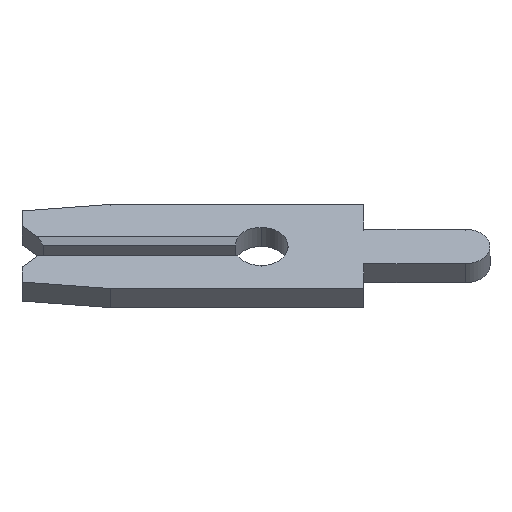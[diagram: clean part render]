
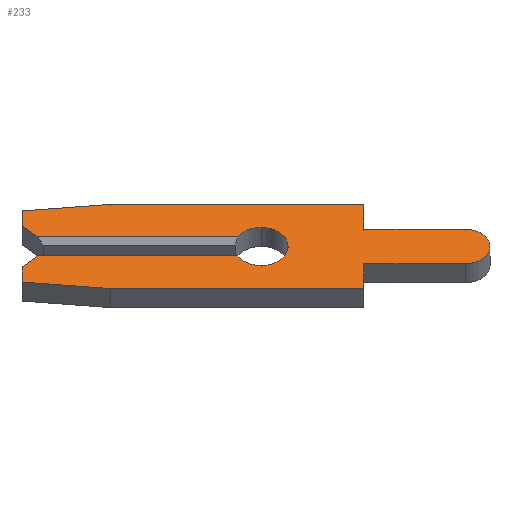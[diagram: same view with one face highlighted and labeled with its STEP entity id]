
A CAD part, left-side view. The second image highlights one B-rep face of the part: STEP entity #233.
In plain terms, the highlighted face is planar.
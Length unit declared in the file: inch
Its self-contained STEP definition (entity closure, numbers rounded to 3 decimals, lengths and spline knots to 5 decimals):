
#5 = LINE ( 'NONE', #440, #131 ) ;
#12 = EDGE_CURVE ( 'NONE', #243, #1086, #867, .T. ) ;
#13 = VECTOR ( 'NONE', #200, 39.37008 ) ;
#25 = VERTEX_POINT ( 'NONE', #753 ) ;
#26 = ORIENTED_EDGE ( 'NONE', *, *, #715, .F. ) ;
#27 = VECTOR ( 'NONE', #425, 39.37008 ) ;
#28 = DIRECTION ( 'NONE',  ( 1., 0., 0. ) ) ;
#31 = LINE ( 'NONE', #396, #480 ) ;
#33 = EDGE_CURVE ( 'NONE', #568, #69, #273, .T. ) ;
#43 = VECTOR ( 'NONE', #782, 39.37008 ) ;
#50 = CARTESIAN_POINT ( 'NONE',  ( -0.013, 0.2105, 0.0075 ) ) ;
#55 = LINE ( 'NONE', #388, #957 ) ;
#69 = VERTEX_POINT ( 'NONE', #917 ) ;
#74 = CARTESIAN_POINT ( 'NONE',  ( -0.013, 0., 0. ) ) ;
#96 = EDGE_CURVE ( 'NONE', #1086, #1040, #671, .T. ) ;
#98 = LINE ( 'NONE', #872, #578 ) ;
#99 = CARTESIAN_POINT ( 'NONE',  ( -0.013, 0., -0.026 ) ) ;
#100 = ORIENTED_EDGE ( 'NONE', *, *, #96, .F. ) ;
#120 = DIRECTION ( 'NONE',  ( 0., 0., 1. ) ) ;
#131 = VECTOR ( 'NONE', #445, 39.37008 ) ;
#133 = VECTOR ( 'NONE', #1083, 39.37008 ) ;
#145 = ORIENTED_EDGE ( 'NONE', *, *, #773, .F. ) ;
#170 = CARTESIAN_POINT ( 'NONE',  ( -0.013, 0., 0. ) ) ;
#171 = CIRCLE ( 'NONE', #242, 0.026 ) ;
#183 = AXIS2_PLACEMENT_3D ( 'NONE', #170, #856, #268 ) ;
#200 = DIRECTION ( 'NONE',  ( 0., -0.995, 0.105 ) ) ;
#202 = ORIENTED_EDGE ( 'NONE', *, *, #361, .F. ) ;
#207 = AXIS2_PLACEMENT_3D ( 'NONE', #809, #28, #120 ) ;
#215 = FACE_OUTER_BOUND ( 'NONE', #693, .T. ) ;
#233 = ADVANCED_FACE ( 'NONE', ( #215 ), #605, .F. ) ;
#235 = CARTESIAN_POINT ( 'NONE',  ( -0.013, 0.146, -0.0575 ) ) ;
#241 = EDGE_CURVE ( 'NONE', #1040, #69, #171, .T. ) ;
#242 = AXIS2_PLACEMENT_3D ( 'NONE', #635, #887, #288 ) ;
#243 = VERTEX_POINT ( 'NONE', #800 ) ;
#244 = ORIENTED_EDGE ( 'NONE', *, *, #12, .F. ) ;
#246 = ORIENTED_EDGE ( 'NONE', *, *, #678, .F. ) ;
#251 = AXIS2_PLACEMENT_3D ( 'NONE', #946, #523, #869 ) ;
#254 = LINE ( 'NONE', #787, #13 ) ;
#257 = DIRECTION ( 'NONE',  ( -1., 0., 0. ) ) ;
#268 = DIRECTION ( 'NONE',  ( 0., 0., -1. ) ) ;
#270 = ORIENTED_EDGE ( 'NONE', *, *, #452, .F. ) ;
#273 = LINE ( 'NONE', #853, #27 ) ;
#288 = DIRECTION ( 'NONE',  ( 0., 0., -1. ) ) ;
#298 = CARTESIAN_POINT ( 'NONE',  ( -0.013, -0.1975, 0.0235 ) ) ;
#302 = VERTEX_POINT ( 'NONE', #625 ) ;
#316 = ORIENTED_EDGE ( 'NONE', *, *, #934, .F. ) ;
#318 = VECTOR ( 'NONE', #838, 39.37008 ) ;
#324 = DIRECTION ( 'NONE',  ( 0., 0.707, 0.707 ) ) ;
#329 = ORIENTED_EDGE ( 'NONE', *, *, #628, .F. ) ;
#331 = VECTOR ( 'NONE', #844, 39.37008 ) ;
#333 = CARTESIAN_POINT ( 'NONE',  ( -0.013, -0.099, -0.0575 ) ) ;
#341 = EDGE_CURVE ( 'NONE', #720, #302, #254, .T. ) ;
#344 = ORIENTED_EDGE ( 'NONE', *, *, #33, .T. ) ;
#346 = LINE ( 'NONE', #923, #331 ) ;
#360 = LINE ( 'NONE', #50, #583 ) ;
#361 = EDGE_CURVE ( 'NONE', #302, #704, #857, .T. ) ;
#371 = ORIENTED_EDGE ( 'NONE', *, *, #442, .F. ) ;
#380 = EDGE_CURVE ( 'NONE', #919, #422, #98, .T. ) ;
#388 = CARTESIAN_POINT ( 'NONE',  ( -0.013, 0.231, 0.028 ) ) ;
#396 = CARTESIAN_POINT ( 'NONE',  ( -0.013, 0.2105, -0.0075 ) ) ;
#397 = ORIENTED_EDGE ( 'NONE', *, *, #341, .F. ) ;
#400 = VERTEX_POINT ( 'NONE', #1058 ) ;
#415 = VECTOR ( 'NONE', #885, 39.37008 ) ;
#416 = CARTESIAN_POINT ( 'NONE',  ( -0.013, -0.099, 0.0575 ) ) ;
#422 = VERTEX_POINT ( 'NONE', #567 ) ;
#425 = DIRECTION ( 'NONE',  ( 0., -1., 0. ) ) ;
#440 = CARTESIAN_POINT ( 'NONE',  ( -0.013, 0., -0.013 ) ) ;
#442 = EDGE_CURVE ( 'NONE', #443, #927, #1079, .T. ) ;
#443 = VERTEX_POINT ( 'NONE', #298 ) ;
#445 = DIRECTION ( 'NONE',  ( 0., -1., 0. ) ) ;
#452 = EDGE_CURVE ( 'NONE', #400, #720, #55, .T. ) ;
#462 = DIRECTION ( 'NONE',  ( 0., 0.995, 0.105 ) ) ;
#469 = EDGE_CURVE ( 'NONE', #788, #680, #31, .T. ) ;
#480 = VECTOR ( 'NONE', #717, 39.37008 ) ;
#502 = CARTESIAN_POINT ( 'NONE',  ( -0.013, 0.231, 0.04857 ) ) ;
#504 = DIRECTION ( 'NONE',  ( 0., 0., -1. ) ) ;
#523 = DIRECTION ( 'NONE',  ( -1., 0., 0. ) ) ;
#532 = CARTESIAN_POINT ( 'NONE',  ( -0.013, -0.1975, -0.0235 ) ) ;
#535 = CARTESIAN_POINT ( 'NONE',  ( -0.013, 0.146, 0.0575 ) ) ;
#567 = CARTESIAN_POINT ( 'NONE',  ( -0.013, 0.231, -0.04857 ) ) ;
#568 = VERTEX_POINT ( 'NONE', #1043 ) ;
#575 = CARTESIAN_POINT ( 'NONE',  ( -0.013, -0.099, 0.0575 ) ) ;
#578 = VECTOR ( 'NONE', #462, 39.37008 ) ;
#579 = VERTEX_POINT ( 'NONE', #333 ) ;
#580 = CARTESIAN_POINT ( 'NONE',  ( -0.013, -0.099, -0.0235 ) ) ;
#583 = VECTOR ( 'NONE', #324, 39.37008 ) ;
#605 = PLANE ( 'NONE',  #183 ) ;
#610 = CARTESIAN_POINT ( 'NONE',  ( -0.013, -0.099, -0.0575 ) ) ;
#613 = CARTESIAN_POINT ( 'NONE',  ( -0.013, 0., 0.026 ) ) ;
#618 = AXIS2_PLACEMENT_3D ( 'NONE', #74, #257, #504 ) ;
#625 = CARTESIAN_POINT ( 'NONE',  ( -0.013, 0.146, 0.0575 ) ) ;
#628 = EDGE_CURVE ( 'NONE', #568, #400, #360, .T. ) ;
#635 = CARTESIAN_POINT ( 'NONE',  ( -0.013, 0., 0. ) ) ;
#666 = EDGE_CURVE ( 'NONE', #579, #919, #707, .T. ) ;
#671 = CIRCLE ( 'NONE', #251, 0.026 ) ;
#678 = EDGE_CURVE ( 'NONE', #927, #802, #1096, .T. ) ;
#680 = VERTEX_POINT ( 'NONE', #1078 ) ;
#693 = EDGE_LOOP ( 'NONE', ( #344, #1055, #100, #244, #926, #843, #1002, #816, #868, #316, #246, #371, #145, #26, #202, #397, #270, #329 ) ) ;
#704 = VERTEX_POINT ( 'NONE', #416 ) ;
#707 = LINE ( 'NONE', #235, #133 ) ;
#715 = EDGE_CURVE ( 'NONE', #704, #25, #817, .T. ) ;
#717 = DIRECTION ( 'NONE',  ( 0., -0.707, 0.707 ) ) ;
#720 = VERTEX_POINT ( 'NONE', #502 ) ;
#744 = DIRECTION ( 'NONE',  ( 0., 0., -1. ) ) ;
#753 = CARTESIAN_POINT ( 'NONE',  ( -0.013, -0.099, 0.0235 ) ) ;
#759 = CARTESIAN_POINT ( 'NONE',  ( -0.013, 0.231, -0.028 ) ) ;
#763 = CARTESIAN_POINT ( 'NONE',  ( -0.013, -0.099, -0.0235 ) ) ;
#773 = EDGE_CURVE ( 'NONE', #25, #443, #346, .T. ) ;
#782 = DIRECTION ( 'NONE',  ( 0., 0., -1. ) ) ;
#787 = CARTESIAN_POINT ( 'NONE',  ( -0.013, 0.231, 0.04857 ) ) ;
#788 = VERTEX_POINT ( 'NONE', #759 ) ;
#800 = CARTESIAN_POINT ( 'NONE',  ( -0.013, 0.02252, -0.013 ) ) ;
#802 = VERTEX_POINT ( 'NONE', #763 ) ;
#805 = VECTOR ( 'NONE', #744, 39.37008 ) ;
#809 = CARTESIAN_POINT ( 'NONE',  ( -0.013, -0.1975, 0. ) ) ;
#816 = ORIENTED_EDGE ( 'NONE', *, *, #380, .F. ) ;
#817 = LINE ( 'NONE', #575, #805 ) ;
#836 = EDGE_CURVE ( 'NONE', #422, #788, #863, .T. ) ;
#838 = DIRECTION ( 'NONE',  ( 0., 1., 0. ) ) ;
#843 = ORIENTED_EDGE ( 'NONE', *, *, #469, .F. ) ;
#844 = DIRECTION ( 'NONE',  ( 0., -1., 0. ) ) ;
#853 = CARTESIAN_POINT ( 'NONE',  ( -0.013, 0.231, 0.013 ) ) ;
#854 = DIRECTION ( 'NONE',  ( 0., 0., 1. ) ) ;
#856 = DIRECTION ( 'NONE',  ( 1., 0., 0. ) ) ;
#857 = LINE ( 'NONE', #535, #415 ) ;
#862 = CARTESIAN_POINT ( 'NONE',  ( -0.013, 0.146, -0.0575 ) ) ;
#863 = LINE ( 'NONE', #1007, #936 ) ;
#867 = CIRCLE ( 'NONE', #618, 0.026 ) ;
#868 = ORIENTED_EDGE ( 'NONE', *, *, #666, .F. ) ;
#869 = DIRECTION ( 'NONE',  ( 0., 0., -1. ) ) ;
#872 = CARTESIAN_POINT ( 'NONE',  ( -0.013, 0.231, -0.04857 ) ) ;
#885 = DIRECTION ( 'NONE',  ( 0., -1., 0. ) ) ;
#887 = DIRECTION ( 'NONE',  ( -1., 0., 0. ) ) ;
#917 = CARTESIAN_POINT ( 'NONE',  ( -0.013, 0.02252, 0.013 ) ) ;
#919 = VERTEX_POINT ( 'NONE', #862 ) ;
#923 = CARTESIAN_POINT ( 'NONE',  ( -0.013, -0.099, 0.0235 ) ) ;
#926 = ORIENTED_EDGE ( 'NONE', *, *, #992, .F. ) ;
#927 = VERTEX_POINT ( 'NONE', #532 ) ;
#934 = EDGE_CURVE ( 'NONE', #802, #579, #955, .T. ) ;
#936 = VECTOR ( 'NONE', #854, 39.37008 ) ;
#946 = CARTESIAN_POINT ( 'NONE',  ( -0.013, 0., 0. ) ) ;
#955 = LINE ( 'NONE', #610, #43 ) ;
#957 = VECTOR ( 'NONE', #1049, 39.37008 ) ;
#992 = EDGE_CURVE ( 'NONE', #680, #243, #5, .T. ) ;
#1002 = ORIENTED_EDGE ( 'NONE', *, *, #836, .F. ) ;
#1007 = CARTESIAN_POINT ( 'NONE',  ( -0.013, 0.231, -0.028 ) ) ;
#1040 = VERTEX_POINT ( 'NONE', #613 ) ;
#1043 = CARTESIAN_POINT ( 'NONE',  ( -0.013, 0.216, 0.013 ) ) ;
#1049 = DIRECTION ( 'NONE',  ( 0., 0., 1. ) ) ;
#1055 = ORIENTED_EDGE ( 'NONE', *, *, #241, .F. ) ;
#1058 = CARTESIAN_POINT ( 'NONE',  ( -0.013, 0.231, 0.028 ) ) ;
#1078 = CARTESIAN_POINT ( 'NONE',  ( -0.013, 0.216, -0.013 ) ) ;
#1079 = CIRCLE ( 'NONE', #207, 0.0235 ) ;
#1083 = DIRECTION ( 'NONE',  ( 0., 1., 0. ) ) ;
#1086 = VERTEX_POINT ( 'NONE', #99 ) ;
#1096 = LINE ( 'NONE', #580, #318 ) ;
